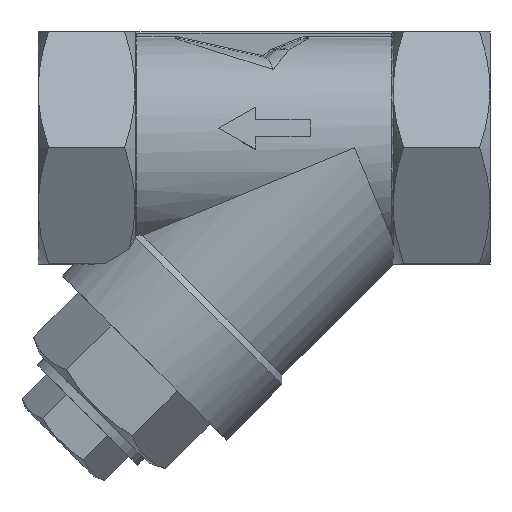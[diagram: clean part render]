
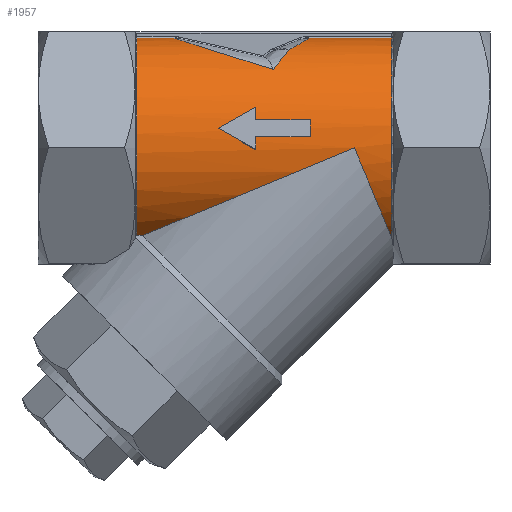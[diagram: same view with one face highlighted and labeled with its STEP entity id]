
A CAD part, top view. The second image highlights one B-rep face of the part: STEP entity #1957.
In plain terms, the highlighted cylindrical face has radius 34 mm (diameter 68 mm), a partial arc.
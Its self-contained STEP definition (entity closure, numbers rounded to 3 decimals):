
#71=ELLIPSE('',#2115,88.846,34.);
#72=ELLIPSE('',#2116,36.801,34.);
#84=CIRCLE('',#2114,34.);
#85=CIRCLE('',#2117,34.);
#164=CYLINDRICAL_SURFACE('',#2113,34.);
#195=B_SPLINE_CURVE_WITH_KNOTS('',3,(#2904,#2905,#2906,#2907),
 .UNSPECIFIED.,.F.,.F.,(4,4),(0.,0.001),
 .UNSPECIFIED.);
#196=B_SPLINE_CURVE_WITH_KNOTS('',3,(#2909,#2910,#2911,#2912,#2913,#2914,
#2915),.UNSPECIFIED.,.F.,.F.,(4,1,1,1,4),(0.,0.25,0.5,0.75,1.),
 .UNSPECIFIED.);
#197=B_SPLINE_CURVE_WITH_KNOTS('',3,(#2917,#2918,#2919,#2920),
 .UNSPECIFIED.,.F.,.F.,(4,4),(0.,1.),.UNSPECIFIED.);
#198=B_SPLINE_CURVE_WITH_KNOTS('',3,(#2922,#2923,#2924,#2925,#2926,#2927,
#2928,#2929,#2930,#2931,#2932,#2933,#2934,#2935,#2936,#2937,#2938),
 .UNSPECIFIED.,.F.,.F.,(4,1,1,1,1,1,1,1,1,1,1,1,1,1,4),(0.,0.125,0.188,
0.219,0.25,0.281,0.313,0.375,0.438,0.5,0.563,0.625,0.75,0.875,1.),
 .UNSPECIFIED.);
#199=B_SPLINE_CURVE_WITH_KNOTS('',3,(#2940,#2941,#2942,#2943),
 .UNSPECIFIED.,.F.,.F.,(4,4),(0.,0.001),
 .UNSPECIFIED.);
#200=B_SPLINE_CURVE_WITH_KNOTS('',3,(#2949,#2950,#2951,#2952),
 .UNSPECIFIED.,.F.,.F.,(4,4),(0.001,0.002),
 .UNSPECIFIED.);
#363=ORIENTED_EDGE('',*,*,#946,.T.);
#364=ORIENTED_EDGE('',*,*,#947,.T.);
#365=ORIENTED_EDGE('',*,*,#948,.T.);
#366=ORIENTED_EDGE('',*,*,#949,.T.);
#367=ORIENTED_EDGE('',*,*,#950,.T.);
#368=ORIENTED_EDGE('',*,*,#951,.T.);
#369=ORIENTED_EDGE('',*,*,#952,.T.);
#370=ORIENTED_EDGE('',*,*,#953,.T.);
#371=ORIENTED_EDGE('',*,*,#954,.T.);
#372=ORIENTED_EDGE('',*,*,#955,.T.);
#373=ORIENTED_EDGE('',*,*,#956,.T.);
#374=ORIENTED_EDGE('',*,*,#957,.T.);
#946=EDGE_CURVE('',#1241,#1242,#1433,.T.);
#947=EDGE_CURVE('',#1242,#1243,#195,.T.);
#948=EDGE_CURVE('',#1243,#1244,#196,.T.);
#949=EDGE_CURVE('',#1244,#1245,#197,.T.);
#950=EDGE_CURVE('',#1245,#1246,#198,.T.);
#951=EDGE_CURVE('',#1246,#1247,#199,.T.);
#952=EDGE_CURVE('',#1247,#1248,#1434,.T.);
#953=EDGE_CURVE('',#1248,#1249,#84,.T.);
#954=EDGE_CURVE('',#1249,#1250,#200,.T.);
#955=EDGE_CURVE('',#1250,#1251,#71,.T.);
#956=EDGE_CURVE('',#1251,#1252,#72,.T.);
#957=EDGE_CURVE('',#1252,#1241,#85,.T.);
#1241=VERTEX_POINT('',#2902);
#1242=VERTEX_POINT('',#2903);
#1243=VERTEX_POINT('',#2908);
#1244=VERTEX_POINT('',#2916);
#1245=VERTEX_POINT('',#2921);
#1246=VERTEX_POINT('',#2939);
#1247=VERTEX_POINT('',#2944);
#1248=VERTEX_POINT('',#2946);
#1249=VERTEX_POINT('',#2948);
#1250=VERTEX_POINT('',#2953);
#1251=VERTEX_POINT('',#2955);
#1252=VERTEX_POINT('',#2957);
#1433=LINE('',#2901,#1524);
#1434=LINE('',#2945,#1525);
#1524=VECTOR('',#2351,1000.);
#1525=VECTOR('',#2352,1000.);
#1607=EDGE_LOOP('',(#363,#364,#365,#366,#367,#368,#369,#370,#371,#372,#373,
#374));
#1756=FACE_BOUND('',#1607,.T.);
#1957=ADVANCED_FACE('',(#1756),#164,.T.);
#2113=AXIS2_PLACEMENT_3D('',#2900,#2349,#2350);
#2114=AXIS2_PLACEMENT_3D('',#2947,#2353,#2354);
#2115=AXIS2_PLACEMENT_3D('',#2954,#2355,#2356);
#2116=AXIS2_PLACEMENT_3D('',#2956,#2357,#2358);
#2117=AXIS2_PLACEMENT_3D('',#2958,#2359,#2360);
#2349=DIRECTION('',(1.,0.,0.));
#2350=DIRECTION('',(0.,0.,-1.));
#2351=DIRECTION('',(-1.,0.,0.));
#2352=DIRECTION('',(-1.,0.,0.));
#2353=DIRECTION('',(1.,0.,0.));
#2354=DIRECTION('',(0.,0.,-1.));
#2355=DIRECTION('',(-0.383,0.924,0.));
#2356=DIRECTION('',(0.924,0.383,0.));
#2357=DIRECTION('',(0.924,0.383,0.));
#2358=DIRECTION('',(0.383,-0.924,0.));
#2359=DIRECTION('',(-1.,0.,0.));
#2360=DIRECTION('',(0.,0.,1.));
#2900=CARTESIAN_POINT('',(70.,0.,0.));
#2901=CARTESIAN_POINT('',(70.,33.968,1.478));
#2902=CARTESIAN_POINT('',(39.5,33.968,1.478));
#2903=CARTESIAN_POINT('',(14.078,33.968,1.478));
#2904=CARTESIAN_POINT('',(14.078,33.968,1.478));
#2905=CARTESIAN_POINT('',(14.08,33.958,1.695));
#2906=CARTESIAN_POINT('',(14.068,33.947,1.91));
#2907=CARTESIAN_POINT('',(14.045,33.934,2.125));
#2908=CARTESIAN_POINT('',(14.045,33.934,2.125));
#2909=CARTESIAN_POINT('',(14.045,33.934,2.125));
#2910=CARTESIAN_POINT('',(13.917,33.861,3.278));
#2911=CARTESIAN_POINT('',(13.456,33.601,5.578));
#2912=CARTESIAN_POINT('',(12.122,32.844,9.016));
#2913=CARTESIAN_POINT('',(10.221,31.767,12.282));
#2914=CARTESIAN_POINT('',(8.533,30.81,14.426));
#2915=CARTESIAN_POINT('',(7.588,30.275,15.474));
#2916=CARTESIAN_POINT('',(7.588,30.275,15.474));
#2917=CARTESIAN_POINT('',(7.588,30.275,15.474));
#2918=CARTESIAN_POINT('',(6.396,28.765,18.427));
#2919=CARTESIAN_POINT('',(4.814,26.76,21.275));
#2920=CARTESIAN_POINT('',(2.841,24.26,23.821));
#2921=CARTESIAN_POINT('',(2.841,24.26,23.821));
#2922=CARTESIAN_POINT('',(2.841,24.26,23.821));
#2923=CARTESIAN_POINT('',(0.555,24.98,23.088));
#2924=CARTESIAN_POINT('',(-2.677,25.998,21.952));
#2925=CARTESIAN_POINT('',(-6.09,27.072,20.581));
#2926=CARTESIAN_POINT('',(-7.952,27.658,19.779));
#2927=CARTESIAN_POINT('',(-9.265,28.071,19.189));
#2928=CARTESIAN_POINT('',(-10.659,28.51,18.531));
#2929=CARTESIAN_POINT('',(-12.402,29.059,17.665));
#2930=CARTESIAN_POINT('',(-14.463,29.708,16.56));
#2931=CARTESIAN_POINT('',(-16.727,30.42,15.21));
#2932=CARTESIAN_POINT('',(-18.758,31.06,13.859));
#2933=CARTESIAN_POINT('',(-20.668,31.661,12.425));
#2934=CARTESIAN_POINT('',(-22.897,32.363,10.51));
#2935=CARTESIAN_POINT('',(-25.157,33.074,8.072));
#2936=CARTESIAN_POINT('',(-27.01,33.658,5.115));
#2937=CARTESIAN_POINT('',(-27.688,33.871,3.122));
#2938=CARTESIAN_POINT('',(-27.887,33.934,2.125));
#2939=CARTESIAN_POINT('',(-27.887,33.934,2.125));
#2940=CARTESIAN_POINT('',(-27.887,33.934,2.125));
#2941=CARTESIAN_POINT('',(-27.929,33.947,1.912));
#2942=CARTESIAN_POINT('',(-27.951,33.958,1.696));
#2943=CARTESIAN_POINT('',(-27.95,33.968,1.478));
#2944=CARTESIAN_POINT('',(-27.95,33.968,1.478));
#2945=CARTESIAN_POINT('',(70.,33.968,1.478));
#2946=CARTESIAN_POINT('',(-39.5,33.968,1.478));
#2947=CARTESIAN_POINT('',(-39.5,0.,0.));
#2948=CARTESIAN_POINT('',(-39.5,-27.077,20.563));
#2949=CARTESIAN_POINT('',(-39.5,-27.077,20.563));
#2950=CARTESIAN_POINT('',(-38.888,-27.116,20.511));
#2951=CARTESIAN_POINT('',(-38.276,-27.157,20.457));
#2952=CARTESIAN_POINT('',(-37.664,-27.199,20.401));
#2953=CARTESIAN_POINT('',(-37.664,-27.199,20.401));
#2954=CARTESIAN_POINT('',(28.,0.,0.));
#2955=CARTESIAN_POINT('',(28.,0.,34.));
#2956=CARTESIAN_POINT('',(28.,0.,0.));
#2957=CARTESIAN_POINT('',(39.5,-27.763,19.626));
#2958=CARTESIAN_POINT('',(39.5,0.,0.));
